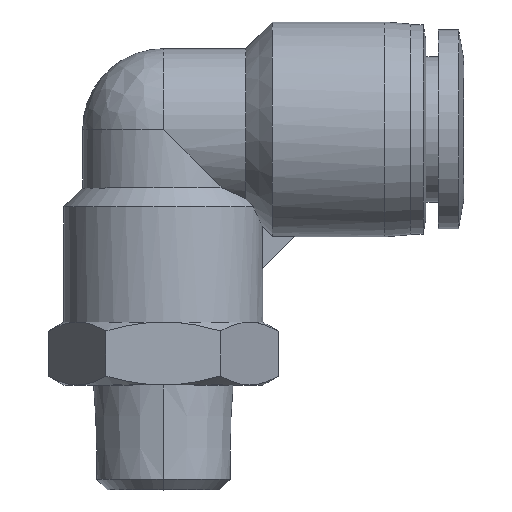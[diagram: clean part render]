
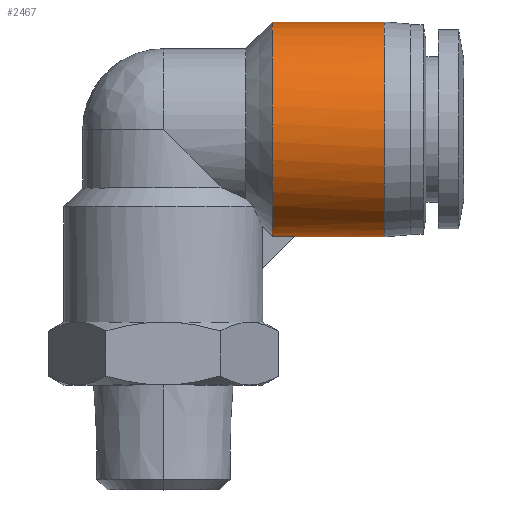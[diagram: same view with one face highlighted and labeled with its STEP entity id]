
A CAD part, top view. The second image highlights one B-rep face of the part: STEP entity #2467.
In plain terms, the highlighted cylindrical face has radius 10.25 mm (diameter 20.5 mm), a partial arc.
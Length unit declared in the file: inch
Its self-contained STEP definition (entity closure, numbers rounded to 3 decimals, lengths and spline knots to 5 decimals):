
#59 = EDGE_CURVE ( 'NONE', #1473, #2641, #376, .T. ) ;
#246 = CARTESIAN_POINT ( 'NONE',  ( 0.49213, 0.32087, 0.01315 ) ) ;
#363 = LINE ( 'NONE', #3044, #2860 ) ;
#373 = CARTESIAN_POINT ( 'NONE',  ( 0.49277, 0.32151, 0.02628 ) ) ;
#376 = LINE ( 'NONE', #1430, #2078 ) ;
#451 = ORIENTED_EDGE ( 'NONE', *, *, #59, .F. ) ;
#468 = CARTESIAN_POINT ( 'NONE',  ( 0.83071, 1.12795, 0. ) ) ;
#498 = DIRECTION ( 'NONE',  ( 0., 1., 0. ) ) ;
#534 = DIRECTION ( 'NONE',  ( 1., 0., 0. ) ) ;
#544 = EDGE_CURVE ( 'NONE', #1565, #1473, #2173, .T. ) ;
#755 = DIRECTION ( 'NONE',  ( 1., 0., 0. ) ) ;
#832 = EDGE_CURVE ( 'NONE', #1565, #1713, #2071, .T. ) ;
#836 = CARTESIAN_POINT ( 'NONE',  ( 0.49213, 0.32087, 0. ) ) ;
#902 = CARTESIAN_POINT ( 'NONE',  ( 0.83071, 0.72441, 0. ) ) ;
#922 = DIRECTION ( 'NONE',  ( 0., 1., 0. ) ) ;
#929 = DIRECTION ( 'NONE',  ( -1., 0., 0. ) ) ;
#939 = CARTESIAN_POINT ( 'NONE',  ( 0.40945, 0.72441, 0. ) ) ;
#966 = VERTEX_POINT ( 'NONE', #468 ) ;
#1081 = EDGE_CURVE ( 'NONE', #2641, #2884, #1540, .T. ) ;
#1171 = DIRECTION ( 'NONE',  ( 0., 1., 0. ) ) ;
#1214 = CARTESIAN_POINT ( 'NONE',  ( 0.40945, 1.12795, 0. ) ) ;
#1325 = DIRECTION ( 'NONE',  ( -1., 0., 0. ) ) ;
#1430 = CARTESIAN_POINT ( 'NONE',  ( 0.41173, 0.32279, 0.03937 ) ) ;
#1473 = VERTEX_POINT ( 'NONE', #2286 ) ;
#1508 = FACE_OUTER_BOUND ( 'NONE', #1570, .T. ) ;
#1517 = CIRCLE ( 'NONE', #2119, 0.40354 ) ;
#1535 = DIRECTION ( 'NONE',  ( 1., 0., 0. ) ) ;
#1540 = CIRCLE ( 'NONE', #2495, 0.40354 ) ;
#1549 = CARTESIAN_POINT ( 'NONE',  ( 0.62008, 0.32087, 0. ) ) ;
#1565 = VERTEX_POINT ( 'NONE', #836 ) ;
#1570 = EDGE_LOOP ( 'NONE', ( #1650, #3164, #3153, #2839, #2091, #451 ) ) ;
#1650 = ORIENTED_EDGE ( 'NONE', *, *, #544, .F. ) ;
#1677 = CYLINDRICAL_SURFACE ( 'NONE', #1902, 0.40354 ) ;
#1713 = VERTEX_POINT ( 'NONE', #1747 ) ;
#1747 = CARTESIAN_POINT ( 'NONE',  ( 0.83071, 0.32087, 0. ) ) ;
#1902 = AXIS2_PLACEMENT_3D ( 'NONE', #2507, #1535, #498 ) ;
#2037 = EDGE_CURVE ( 'NONE', #1713, #966, #1517, .T. ) ;
#2071 = LINE ( 'NONE', #1549, #2097 ) ;
#2078 = VECTOR ( 'NONE', #1325, 39.37008 ) ;
#2091 = ORIENTED_EDGE ( 'NONE', *, *, #1081, .F. ) ;
#2097 = VECTOR ( 'NONE', #755, 39.37008 ) ;
#2119 = AXIS2_PLACEMENT_3D ( 'NONE', #902, #2644, #1171 ) ;
#2150 = CARTESIAN_POINT ( 'NONE',  ( 0.40945, 0.32279, 0.03937 ) ) ;
#2173 =( BOUNDED_CURVE ( )  B_SPLINE_CURVE ( 3, ( #3173, #246, #373, #3010 ),
 .UNSPECIFIED., .F., .T. ) 
 B_SPLINE_CURVE_WITH_KNOTS ( ( 4, 4 ),
 ( 3.14159, 3.23931 ),
 .UNSPECIFIED. ) 
 CURVE ( )  GEOMETRIC_REPRESENTATION_ITEM ( )  RATIONAL_B_SPLINE_CURVE ( ( 1., 0.999, 0.999, 1. ) ) 
 REPRESENTATION_ITEM ( '' )  );
#2286 = CARTESIAN_POINT ( 'NONE',  ( 0.49405, 0.32279, 0.03937 ) ) ;
#2467 = ADVANCED_FACE ( 'NONE', ( #1508 ), #1677, .T. ) ;
#2495 = AXIS2_PLACEMENT_3D ( 'NONE', #939, #929, #922 ) ;
#2507 = CARTESIAN_POINT ( 'NONE',  ( 0.62008, 0.72441, 0. ) ) ;
#2641 = VERTEX_POINT ( 'NONE', #2150 ) ;
#2644 = DIRECTION ( 'NONE',  ( -1., 0., 0. ) ) ;
#2839 = ORIENTED_EDGE ( 'NONE', *, *, #3185, .F. ) ;
#2860 = VECTOR ( 'NONE', #534, 39.37008 ) ;
#2884 = VERTEX_POINT ( 'NONE', #1214 ) ;
#3010 = CARTESIAN_POINT ( 'NONE',  ( 0.49405, 0.32279, 0.03937 ) ) ;
#3044 = CARTESIAN_POINT ( 'NONE',  ( 0.62008, 1.12795, 0. ) ) ;
#3153 = ORIENTED_EDGE ( 'NONE', *, *, #2037, .T. ) ;
#3164 = ORIENTED_EDGE ( 'NONE', *, *, #832, .T. ) ;
#3173 = CARTESIAN_POINT ( 'NONE',  ( 0.49213, 0.32087, 0. ) ) ;
#3185 = EDGE_CURVE ( 'NONE', #2884, #966, #363, .T. ) ;
